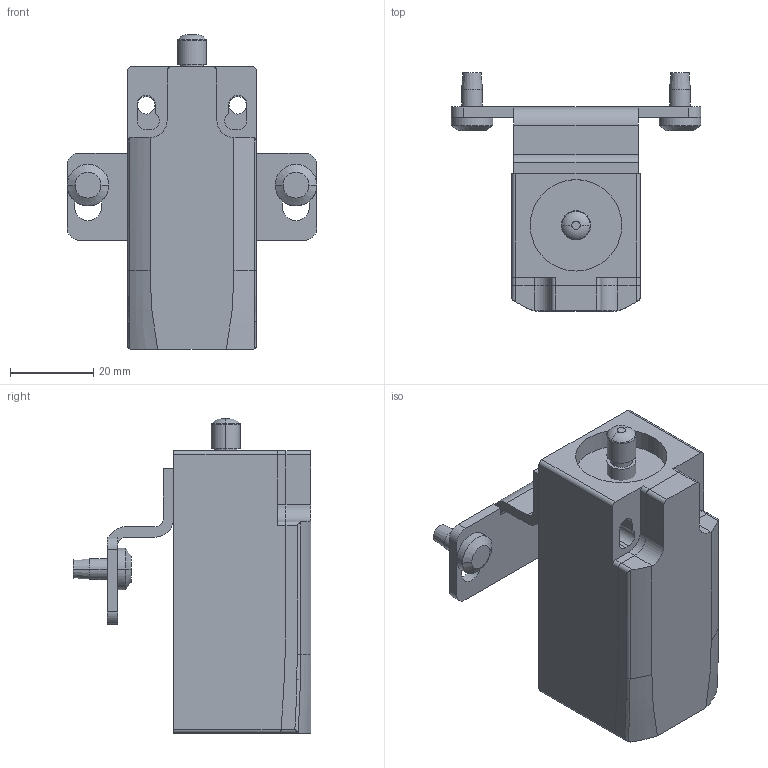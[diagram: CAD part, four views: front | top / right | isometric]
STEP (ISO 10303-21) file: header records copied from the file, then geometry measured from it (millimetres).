
FILE_DESCRIPTION(('STEP AP214'),'1');
FILE_NAME('cctmp_FEFC9062-E564-4A23-B08A-361BE153C15F_2023_12_07_14_26_25_0304..stp','2023-12-07T13:26:25',('SIEMENS A&D'),('CADClick - www.CADClick.com'),'Spatial InterOp 3D',' ','unknown authorization');
FILE_SCHEMA(('AUTOMOTIVE_DESIGN'));
Length unit declared in the file: millimetre
Products named in the file (4): cc_unnamed; 2023_12_07_14_26_25_0277; 2023_12_07_14_26_25_0246; 2023_12_07_14_26_25_0215
Assembly tree (3 placements, depth 2):
  cc_unnamed
    2023_12_07_14_26_25_0277
    2023_12_07_14_26_25_0246
    2023_12_07_14_26_25_0215
Bounding box: 60 x 57.2 x 75.7 mm (x, y, z)
Volume: 68850 mm3; surface area: 21149.2 mm2
Topology: 3 solids, 3 shells, 195 faces, 512 edges, 334 vertices
Faces by surface type: plane 98, cylinder 81, cone 8, torus 8
Entity records: 7849 total; most frequent: CARTESIAN_POINT 1211, DIRECTION 1074, ORIENTED_EDGE 1024, EDGE_CURVE 512, AXIS2_PLACEMENT_3D 379, VERTEX_POINT 334, LINE 316, VECTOR 316
